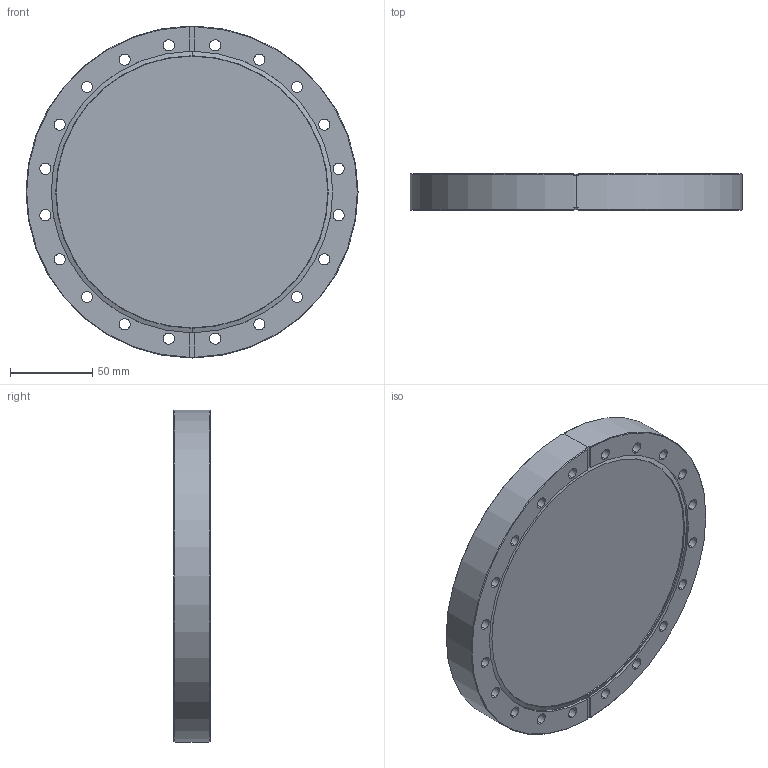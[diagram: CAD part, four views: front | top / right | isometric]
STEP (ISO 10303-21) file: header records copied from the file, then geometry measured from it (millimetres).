
FILE_DESCRIPTION (( 'STEP AP214' ), '1' );
FILE_NAME ('Hositrad_CF150-BDT.STEP', '2017-05-05T13:35:29', ( 'Gebruiker' ), ( '' ), 'SwSTEP 2.0', 'SolidWorks 2017', '' );
FILE_SCHEMA (( 'AUTOMOTIVE_DESIGN' ));
Length unit declared in the file: millimetre
Products named in the file (1): Hositrad_CF150-BDT
Bounding box: 202.4 x 22.3 x 202.4 mm (x, y, z)
Volume: 645882 mm3; surface area: 88764.1 mm2
Topology: 1 solids, 1 shells, 76 faces, 214 edges, 140 vertices
Faces by surface type: cylinder 46, plane 18, cone 12
Entity records: 3076 total; most frequent: DIRECTION 480, CARTESIAN_POINT 455, ORIENTED_EDGE 428, EDGE_CURVE 214, AXIS2_PLACEMENT_3D 197, VERTEX_POINT 140, CIRCLE 120, EDGE_LOOP 116
